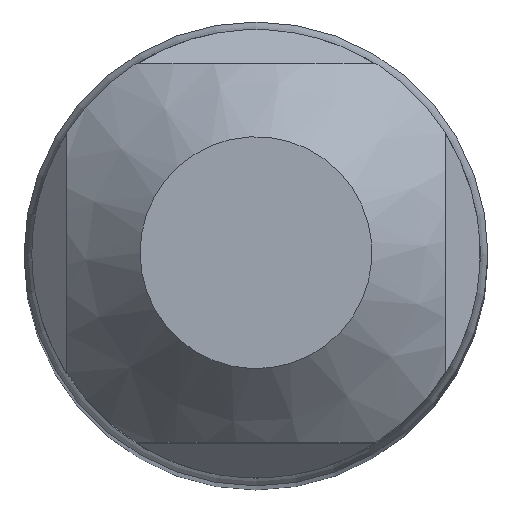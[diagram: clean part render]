
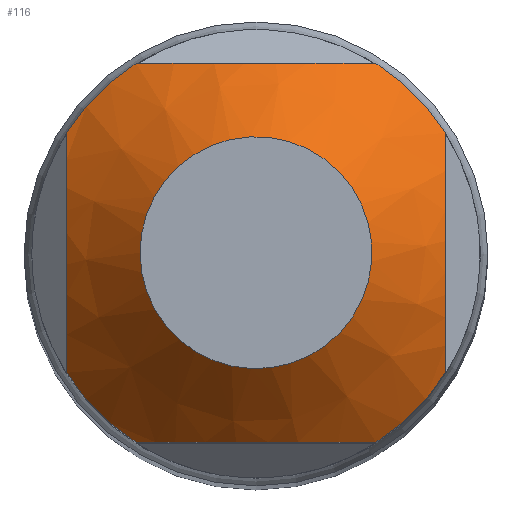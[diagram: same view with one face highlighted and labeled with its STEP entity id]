
A CAD part, top view. The second image highlights one B-rep face of the part: STEP entity #116.
In plain terms, the highlighted conical face has half-angle 45 degrees and reference radius 1000 mm.
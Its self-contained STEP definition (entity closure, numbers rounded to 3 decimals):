
#56=CONICAL_SURFACE('',#388,1000.,45.);
#61=FACE_BOUND('',#160,.T.);
#62=FACE_BOUND('',#161,.T.);
#116=ADVANCED_FACE('NONE',(#61,#62),#56,.T.);
#160=EDGE_LOOP('',(#204,#205,#206,#207,#208,#209,#210,#211));
#161=EDGE_LOOP('',(#212));
#204=ORIENTED_EDGE('',*,*,#287,.F.);
#205=ORIENTED_EDGE('',*,*,#292,.F.);
#206=ORIENTED_EDGE('',*,*,#274,.F.);
#207=ORIENTED_EDGE('',*,*,#293,.F.);
#208=ORIENTED_EDGE('',*,*,#279,.F.);
#209=ORIENTED_EDGE('',*,*,#294,.F.);
#210=ORIENTED_EDGE('',*,*,#284,.F.);
#211=ORIENTED_EDGE('',*,*,#295,.F.);
#212=ORIENTED_EDGE('',*,*,#268,.F.);
#242=VERTEX_POINT('',#511);
#247=VERTEX_POINT('',#524);
#248=VERTEX_POINT('',#535);
#251=VERTEX_POINT('',#544);
#252=VERTEX_POINT('',#558);
#255=VERTEX_POINT('',#567);
#256=VERTEX_POINT('',#578);
#257=VERTEX_POINT('',#582);
#258=VERTEX_POINT('',#596);
#268=EDGE_CURVE('NONE',#242,#242,#301,.T.);
#274=EDGE_CURVE('NONE',#247,#248,#324,.T.);
#279=EDGE_CURVE('NONE',#251,#252,#325,.T.);
#284=EDGE_CURVE('NONE',#255,#256,#326,.T.);
#287=EDGE_CURVE('NONE',#257,#258,#327,.T.);
#292=EDGE_CURVE('NONE',#248,#257,#305,.T.);
#293=EDGE_CURVE('NONE',#252,#247,#306,.T.);
#294=EDGE_CURVE('NONE',#256,#251,#307,.T.);
#295=EDGE_CURVE('NONE',#258,#255,#308,.T.);
#301=CIRCLE('',#365,1.5);
#305=CIRCLE('',#384,2.9);
#306=CIRCLE('',#385,2.9);
#307=CIRCLE('',#386,2.9);
#308=CIRCLE('',#387,2.9);
#324=B_SPLINE_CURVE_WITH_KNOTS('',3,(#525,#526,#527,#528,#529,#530,#531,
#532,#533,#534),.UNSPECIFIED.,.F.,.F.,(4,3,3,4),(0.,0.36,0.63,
1.),.UNSPECIFIED.);
#325=B_SPLINE_CURVE_WITH_KNOTS('',3,(#545,#546,#547,#548,#549,#550,#551,
#552,#553,#554,#555,#556,#557),.UNSPECIFIED.,.F.,.F.,(4,3,3,3,4),(0.,0.361,
0.5,0.775,1.),.UNSPECIFIED.);
#326=B_SPLINE_CURVE_WITH_KNOTS('',3,(#568,#569,#570,#571,#572,#573,#574,
#575,#576,#577),.UNSPECIFIED.,.F.,.F.,(4,3,3,4),(0.,0.36,0.63,
1.),.UNSPECIFIED.);
#327=B_SPLINE_CURVE_WITH_KNOTS('',3,(#583,#584,#585,#586,#587,#588,#589,
#590,#591,#592,#593,#594,#595),.UNSPECIFIED.,.F.,.F.,(4,3,3,3,4),(0.,0.361,
0.5,0.775,1.),.UNSPECIFIED.);
#365=AXIS2_PLACEMENT_3D('',#510,#410,#411);
#384=AXIS2_PLACEMENT_3D('',#607,#460,#461);
#385=AXIS2_PLACEMENT_3D('',#608,#462,#463);
#386=AXIS2_PLACEMENT_3D('',#609,#464,#465);
#387=AXIS2_PLACEMENT_3D('',#610,#466,#467);
#388=AXIS2_PLACEMENT_3D('',#611,#468,#469);
#410=DIRECTION('',(0.,0.,1.));
#411=DIRECTION('',(-1.,0.,0.));
#460=DIRECTION('',(0.,0.,-1.));
#461=DIRECTION('',(0.,1.,0.));
#462=DIRECTION('',(0.,0.,-1.));
#463=DIRECTION('',(0.,1.,0.));
#464=DIRECTION('',(0.,0.,-1.));
#465=DIRECTION('',(0.,1.,0.));
#466=DIRECTION('',(0.,0.,-1.));
#467=DIRECTION('',(0.,1.,0.));
#468=DIRECTION('',(0.,0.,-1.));
#469=DIRECTION('',(0.,1.,0.));
#510=CARTESIAN_POINT('',(0.,0.,0.));
#511=CARTESIAN_POINT('',(-1.5,0.,0.));
#524=CARTESIAN_POINT('',(-2.45,-1.552,-1.4));
#525=CARTESIAN_POINT('',(-2.45,-1.552,-1.4));
#526=CARTESIAN_POINT('',(-2.45,-1.208,-1.216));
#527=CARTESIAN_POINT('',(-2.45,-0.838,-1.062));
#528=CARTESIAN_POINT('',(-2.45,-0.454,-0.992));
#529=CARTESIAN_POINT('',(-2.45,-0.167,-0.939));
#530=CARTESIAN_POINT('',(-2.45,0.134,-0.937));
#531=CARTESIAN_POINT('',(-2.45,0.422,-0.986));
#532=CARTESIAN_POINT('',(-2.45,0.818,-1.053));
#533=CARTESIAN_POINT('',(-2.45,1.198,-1.211));
#534=CARTESIAN_POINT('',(-2.45,1.552,-1.4));
#535=CARTESIAN_POINT('',(-2.45,1.552,-1.4));
#544=CARTESIAN_POINT('',(1.552,-2.45,-1.4));
#545=CARTESIAN_POINT('',(1.552,-2.45,-1.4));
#546=CARTESIAN_POINT('',(1.208,-2.45,-1.216));
#547=CARTESIAN_POINT('',(0.838,-2.45,-1.062));
#548=CARTESIAN_POINT('',(0.454,-2.45,-0.992));
#549=CARTESIAN_POINT('',(0.305,-2.45,-0.964));
#550=CARTESIAN_POINT('',(0.152,-2.45,-0.95));
#551=CARTESIAN_POINT('',(0.,-2.45,-0.95));
#552=CARTESIAN_POINT('',(-0.297,-2.45,-0.95));
#553=CARTESIAN_POINT('',(-0.596,-2.45,-1.008));
#554=CARTESIAN_POINT('',(-0.878,-2.45,-1.102));
#555=CARTESIAN_POINT('',(-1.11,-2.45,-1.181));
#556=CARTESIAN_POINT('',(-1.335,-2.45,-1.284));
#557=CARTESIAN_POINT('',(-1.552,-2.45,-1.4));
#558=CARTESIAN_POINT('',(-1.552,-2.45,-1.4));
#567=CARTESIAN_POINT('',(2.45,1.552,-1.4));
#568=CARTESIAN_POINT('',(2.45,1.552,-1.4));
#569=CARTESIAN_POINT('',(2.45,1.208,-1.216));
#570=CARTESIAN_POINT('',(2.45,0.838,-1.062));
#571=CARTESIAN_POINT('',(2.45,0.454,-0.992));
#572=CARTESIAN_POINT('',(2.45,0.167,-0.939));
#573=CARTESIAN_POINT('',(2.45,-0.134,-0.937));
#574=CARTESIAN_POINT('',(2.45,-0.422,-0.986));
#575=CARTESIAN_POINT('',(2.45,-0.818,-1.053));
#576=CARTESIAN_POINT('',(2.45,-1.198,-1.211));
#577=CARTESIAN_POINT('',(2.45,-1.552,-1.4));
#578=CARTESIAN_POINT('',(2.45,-1.552,-1.4));
#582=CARTESIAN_POINT('',(-1.552,2.45,-1.4));
#583=CARTESIAN_POINT('',(-1.552,2.45,-1.4));
#584=CARTESIAN_POINT('',(-1.208,2.45,-1.216));
#585=CARTESIAN_POINT('',(-0.838,2.45,-1.062));
#586=CARTESIAN_POINT('',(-0.454,2.45,-0.992));
#587=CARTESIAN_POINT('',(-0.305,2.45,-0.964));
#588=CARTESIAN_POINT('',(-0.152,2.45,-0.95));
#589=CARTESIAN_POINT('',(0.,2.45,-0.95));
#590=CARTESIAN_POINT('',(0.297,2.45,-0.95));
#591=CARTESIAN_POINT('',(0.596,2.45,-1.008));
#592=CARTESIAN_POINT('',(0.878,2.45,-1.102));
#593=CARTESIAN_POINT('',(1.11,2.45,-1.181));
#594=CARTESIAN_POINT('',(1.335,2.45,-1.284));
#595=CARTESIAN_POINT('',(1.552,2.45,-1.4));
#596=CARTESIAN_POINT('',(1.552,2.45,-1.4));
#607=CARTESIAN_POINT('',(0.,0.,-1.4));
#608=CARTESIAN_POINT('',(0.,0.,-1.4));
#609=CARTESIAN_POINT('',(0.,0.,-1.4));
#610=CARTESIAN_POINT('',(0.,0.,-1.4));
#611=CARTESIAN_POINT('',(0.,0.,-998.5));
